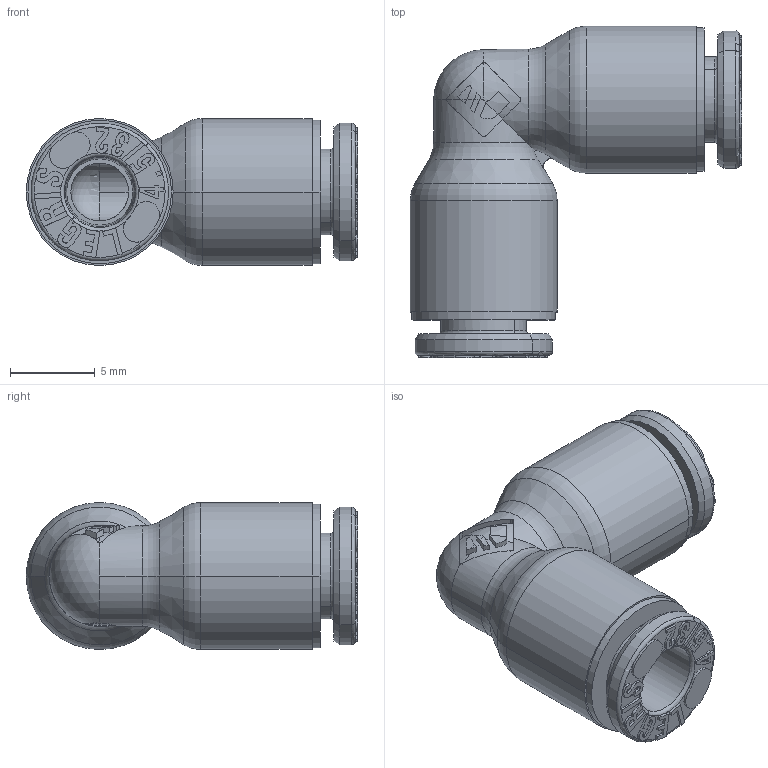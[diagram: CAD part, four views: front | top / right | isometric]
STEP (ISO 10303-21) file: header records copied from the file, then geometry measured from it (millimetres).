
FILE_DESCRIPTION(('STEP AP214'),'1');
FILE_NAME('6802_04_00.stp','2016-07-07T14:39:02',('TraceParts'),('TraceParts S.A.'),'Spatial InterOp 3D',' ',' ');
FILE_SCHEMA(('automotive_design'));
Length unit declared in the file: millimetre
Products named in the file (5): 44104-64_ASM-1/44124-20-1-solid1; 44104-64_ASM-1/44104-26-1-solid1; 44104-64_ASM-2/44124-20-1-solid1; 44524-02-1-solid1; 44104-64_ASM-2/44104-26-1-solid1
Bounding box: 19.52 x 19.52 x 8.65 mm (x, y, z)
Volume: 816 mm3; surface area: 2131.3 mm2
Topology: 5 solids, 5 shells, 883 faces, 2380 edges, 1530 vertices
Faces by surface type: plane 391, bspline 206, cylinder 145, torus 76, cone 55, sphere 10
Entity records: 37494 total; most frequent: CARTESIAN_POINT 9597, ORIENTED_EDGE 4748, DIRECTION 3679, EDGE_CURVE 2374, VERTEX_POINT 1529, AXIS2_PLACEMENT_3D 1264, LINE 1151, VECTOR 1151
